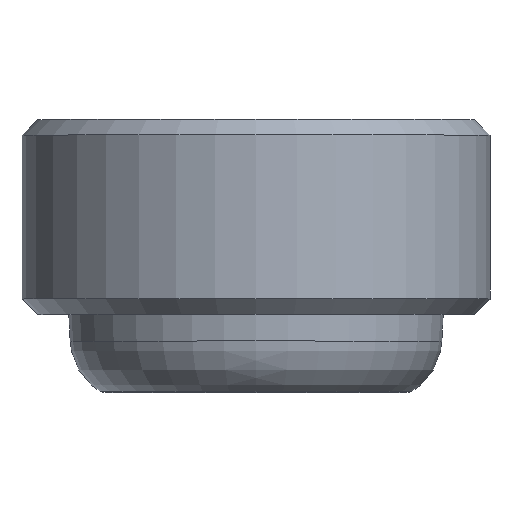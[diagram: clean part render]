
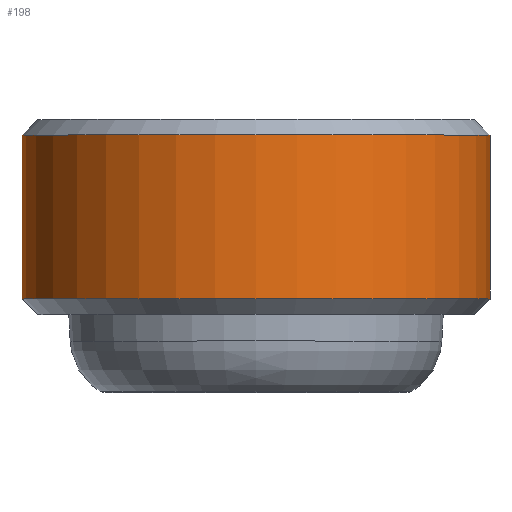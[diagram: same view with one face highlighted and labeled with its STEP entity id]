
A CAD part, top view. The second image highlights one B-rep face of the part: STEP entity #198.
In plain terms, the highlighted cylindrical face has radius 30 mm (diameter 60 mm), a full revolution.
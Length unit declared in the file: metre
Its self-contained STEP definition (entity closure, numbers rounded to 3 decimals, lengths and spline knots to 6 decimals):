
#12=CYLINDRICAL_SURFACE('',#238,0.03);
#37=ORIENTED_EDGE('',*,*,#70,.T.);
#38=ORIENTED_EDGE('',*,*,#71,.T.);
#70=EDGE_CURVE('',#88,#88,#106,.F.);
#71=EDGE_CURVE('',#89,#89,#107,.T.);
#88=VERTEX_POINT('',#360);
#89=VERTEX_POINT('',#362);
#106=CIRCLE('',#239,0.03);
#107=CIRCLE('',#240,0.03);
#127=EDGE_LOOP('',(#37));
#128=EDGE_LOOP('',(#38));
#163=FACE_BOUND('',#127,.T.);
#164=FACE_BOUND('',#128,.T.);
#198=ADVANCED_FACE('',(#163,#164),#12,.T.);
#238=AXIS2_PLACEMENT_3D('',#358,#291,#292);
#239=AXIS2_PLACEMENT_3D('',#359,#293,#294);
#240=AXIS2_PLACEMENT_3D('',#361,#295,#296);
#291=DIRECTION('',(0.,1.,0.));
#292=DIRECTION('',(0.,0.,1.));
#293=DIRECTION('',(0.,-1.,0.));
#294=DIRECTION('',(0.,0.,-1.));
#295=DIRECTION('',(0.,-1.,0.));
#296=DIRECTION('',(0.,0.,-1.));
#358=CARTESIAN_POINT('',(0.,-0.025,0.));
#359=CARTESIAN_POINT('',(0.,-0.023,0.));
#360=CARTESIAN_POINT('',(0.,-0.023,-0.03));
#361=CARTESIAN_POINT('',(0.,-0.002,0.));
#362=CARTESIAN_POINT('',(0.,-0.002,-0.03));
